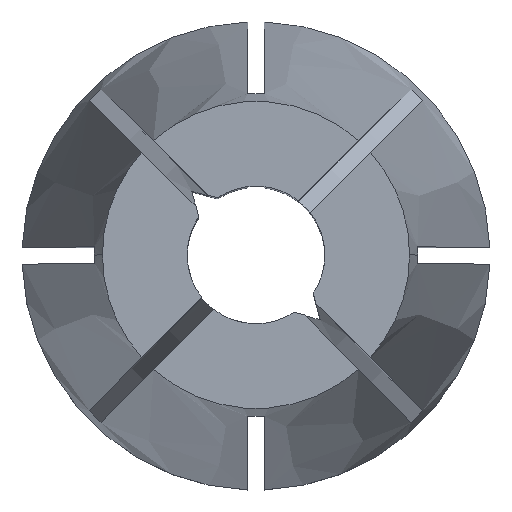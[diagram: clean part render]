
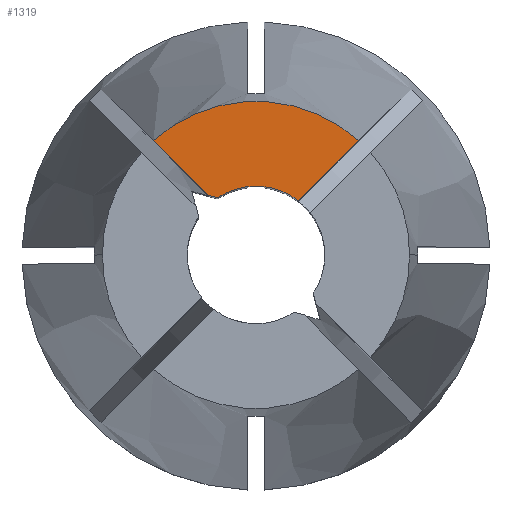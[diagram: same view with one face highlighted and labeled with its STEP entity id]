
A CAD part, top view. The second image highlights one B-rep face of the part: STEP entity #1319.
In plain terms, the highlighted planar face has unit normal (0, 0, 1).
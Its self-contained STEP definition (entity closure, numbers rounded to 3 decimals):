
#24 = VERTEX_POINT ( 'NONE', #1647 ) ;
#176 = CARTESIAN_POINT ( 'NONE',  ( -3.726, 4.15, 0. ) ) ;
#239 = LINE ( 'NONE', #598, #1042 ) ;
#276 = EDGE_CURVE ( 'NONE', #24, #1726, #1846, .T. ) ;
#399 = VERTEX_POINT ( 'NONE', #176 ) ;
#412 = DIRECTION ( 'NONE',  ( -0.966, 0.259, 0. ) ) ;
#496 = CIRCLE ( 'NONE', #547, 5.577 ) ;
#498 = ORIENTED_EDGE ( 'NONE', *, *, #276, .F. ) ;
#547 = AXIS2_PLACEMENT_3D ( 'NONE', #1244, #1766, #882 ) ;
#598 = CARTESIAN_POINT ( 'NONE',  ( 0.212, 0.212, 0. ) ) ;
#660 = CARTESIAN_POINT ( 'NONE',  ( 0., 0., 0. ) ) ;
#712 = EDGE_CURVE ( 'NONE', #399, #1980, #239, .T. ) ;
#763 = EDGE_CURVE ( 'NONE', #835, #399, #496, .T. ) ;
#795 = EDGE_CURVE ( 'NONE', #24, #835, #1862, .T. ) ;
#835 = VERTEX_POINT ( 'NONE', #2280 ) ;
#841 = DIRECTION ( 'NONE',  ( -1., 0., 0. ) ) ;
#881 = ORIENTED_EDGE ( 'NONE', *, *, #763, .T. ) ;
#882 = DIRECTION ( 'NONE',  ( 1., 0., 0. ) ) ;
#896 = CARTESIAN_POINT ( 'NONE',  ( -0.212, 0.212, 0. ) ) ;
#919 = EDGE_LOOP ( 'NONE', ( #1876, #1331, #498, #1642, #881 ) ) ;
#983 = VECTOR ( 'NONE', #1059, 1000. ) ;
#1042 = VECTOR ( 'NONE', #1781, 1000. ) ;
#1059 = DIRECTION ( 'NONE',  ( 0.707, 0.707, 0. ) ) ;
#1244 = CARTESIAN_POINT ( 'NONE',  ( 0., 0., 0. ) ) ;
#1319 = ADVANCED_FACE ( 'NONE', ( #2209 ), #1728, .F. ) ;
#1331 = ORIENTED_EDGE ( 'NONE', *, *, #1902, .F. ) ;
#1426 = AXIS2_PLACEMENT_3D ( 'NONE', #660, #1898, #841 ) ;
#1442 = VECTOR ( 'NONE', #412, 1000. ) ;
#1524 = CARTESIAN_POINT ( 'NONE',  ( 0., 0., 0. ) ) ;
#1642 = ORIENTED_EDGE ( 'NONE', *, *, #795, .T. ) ;
#1647 = CARTESIAN_POINT ( 'NONE',  ( 1.543, 1.967, 0. ) ) ;
#1709 = DIRECTION ( 'NONE',  ( 1., 0., 0. ) ) ;
#1726 = VERTEX_POINT ( 'NONE', #2126 ) ;
#1728 = PLANE ( 'NONE',  #1426 ) ;
#1766 = DIRECTION ( 'NONE',  ( 0., 0., 1. ) ) ;
#1781 = DIRECTION ( 'NONE',  ( 0.707, -0.707, 0. ) ) ;
#1844 = CARTESIAN_POINT ( 'NONE',  ( -1.387, 2.08, 0. ) ) ;
#1846 = CIRCLE ( 'NONE', #2172, 2.5 ) ;
#1862 = LINE ( 'NONE', #896, #983 ) ;
#1876 = ORIENTED_EDGE ( 'NONE', *, *, #712, .T. ) ;
#1898 = DIRECTION ( 'NONE',  ( 0., 0., -1. ) ) ;
#1902 = EDGE_CURVE ( 'NONE', #1726, #1980, #2300, .T. ) ;
#1980 = VERTEX_POINT ( 'NONE', #2202 ) ;
#2126 = CARTESIAN_POINT ( 'NONE',  ( -1.387, 2.08, 0. ) ) ;
#2172 = AXIS2_PLACEMENT_3D ( 'NONE', #1524, #2212, #1709 ) ;
#2202 = CARTESIAN_POINT ( 'NONE',  ( -1.754, 2.178, 0. ) ) ;
#2209 = FACE_OUTER_BOUND ( 'NONE', #919, .T. ) ;
#2212 = DIRECTION ( 'NONE',  ( 0., 0., 1. ) ) ;
#2280 = CARTESIAN_POINT ( 'NONE',  ( 3.726, 4.15, 0. ) ) ;
#2300 = LINE ( 'NONE', #1844, #1442 ) ;
